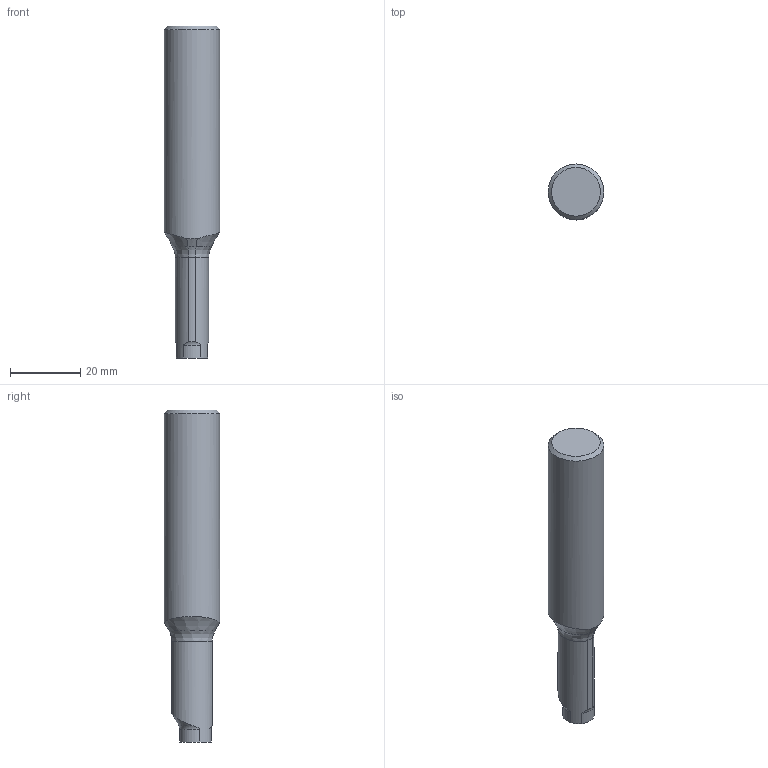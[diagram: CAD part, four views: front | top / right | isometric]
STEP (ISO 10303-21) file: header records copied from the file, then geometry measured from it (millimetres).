
FILE_DESCRIPTION(/* description */ (''),/* implementation_level */ '2;1');
FILE_NAME(/* name */ '1589948343728.stp',/* time_stamp */ '2020-05-20T09:49:17+05:00',/* author */ (''),/* organization */ ('SMS'),/* preprocessor_version */ 'ST-DEVELOPER v16.7',/* originating_system */ 'SIEMENS PLM Software NX 12.0',/* authorisation */ '');
FILE_SCHEMA (('AUTOMOTIVE_DESIGN { 1 0 10303 214 3 1 1 1 }'));
Length unit declared in the file: millimetre
Products named in the file (1): 202738457mod000_00
Bounding box: 15.88 x 15.88 x 94.7 mm (x, y, z)
Volume: 14865.2 mm3; surface area: 4403.8 mm2
Topology: 1 solids, 1 shells, 24 faces, 61 edges, 42 vertices
Faces by surface type: bspline 10, cylinder 7, plane 3, torus 2, cone 2
Full cylindrical faces by diameter (mm): 15.875 x1
Entity records: 1284 total; most frequent: CARTESIAN_POINT 740, ORIENTED_EDGE 116, DIRECTION 79, EDGE_CURVE 58, VERTEX_POINT 38, AXIS2_PLACEMENT_3D 33, EDGE_LOOP 26, B_SPLINE_CURVE_WITH_KNOTS 26
